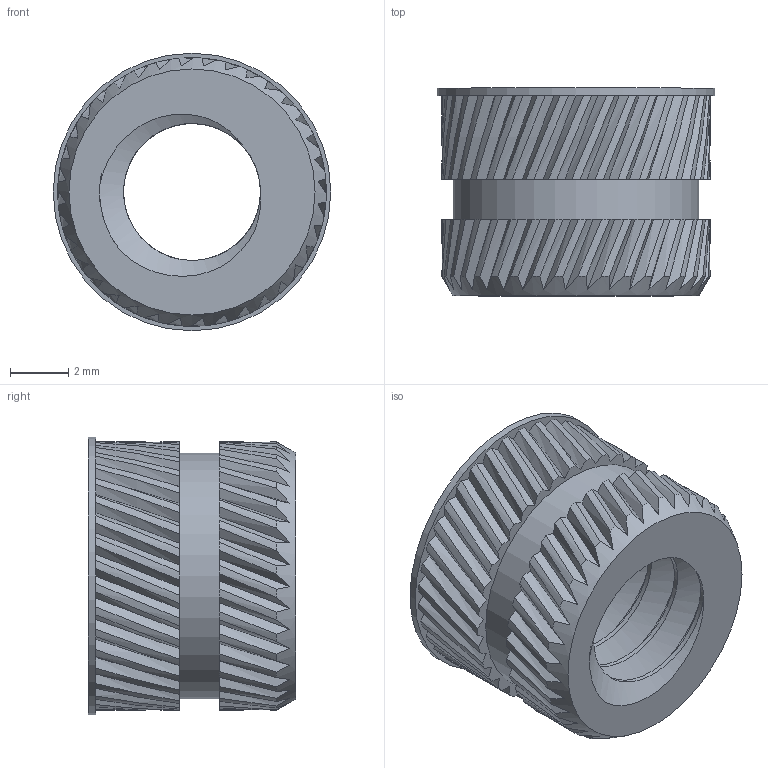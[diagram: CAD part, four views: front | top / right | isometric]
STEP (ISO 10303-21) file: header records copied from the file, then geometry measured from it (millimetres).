
FILE_DESCRIPTION(('FreeCAD Model'),'2;1');
FILE_NAME('Open CASCADE Shape Model','2024-08-31T15:02:18',('Author'),( ''),'Open CASCADE STEP processor 7.6','FreeCAD','Unknown');
FILE_SCHEMA(('AUTOMOTIVE_DESIGN { 1 0 10303 214 1 1 1 1 }'));
Length unit declared in the file: millimetre
Products named in the file (1): Pocket
Bounding box: 9.53 x 7.13 x 9.53 mm (x, y, z)
Volume: 269.7 mm3; surface area: 558.2 mm2
Topology: 1 solids, 1 shells, 229 faces, 672 edges, 448 vertices
Faces by surface type: bspline 147, cylinder 75, plane 5, cone 2
Full cylindrical faces by diameter (mm): 8.433 x1, 9.525 x1
Entity records: 12074 total; most frequent: CARTESIAN_POINT 7519, ORIENTED_EDGE 1344, EDGE_CURVE 672, DIRECTION 542, VERTEX_POINT 448, AXIS2_PLACEMENT_3D 235, FACE_BOUND 234, EDGE_LOOP 234
